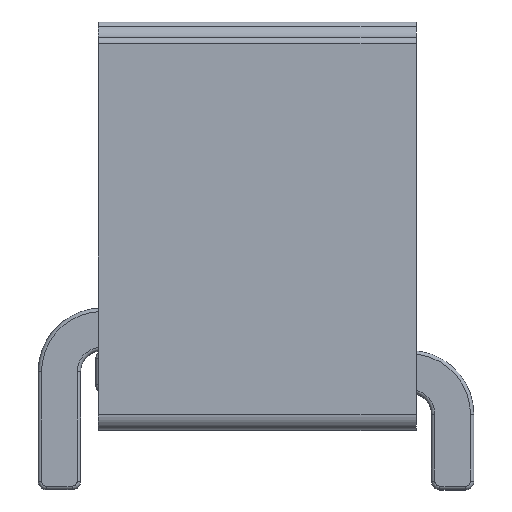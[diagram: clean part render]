
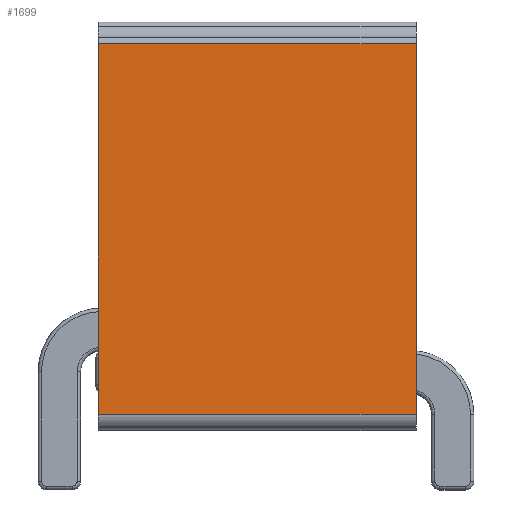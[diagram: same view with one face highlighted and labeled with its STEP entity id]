
A CAD part, top view. The second image highlights one B-rep face of the part: STEP entity #1699.
In plain terms, the highlighted face is planar.
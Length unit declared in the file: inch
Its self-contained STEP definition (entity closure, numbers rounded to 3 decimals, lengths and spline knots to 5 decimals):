
#85=PLANE('',#1887);
#133=FACE_OUTER_BOUND('',#247,.T.);
#247=EDGE_LOOP('',(#1274,#1275,#1276,#1277));
#324=LINE('',#2676,#446);
#329=LINE('',#2701,#451);
#356=LINE('',#2911,#478);
#358=LINE('',#2914,#480);
#446=VECTOR('',#2073,0.3937);
#451=VECTOR('',#2096,0.3937);
#478=VECTOR('',#2191,0.3937);
#480=VECTOR('',#2195,0.3937);
#695=VERTEX_POINT('',#2673);
#696=VERTEX_POINT('',#2675);
#707=VERTEX_POINT('',#2699);
#743=VERTEX_POINT('',#2909);
#850=EDGE_CURVE('',#695,#696,#324,.T.);
#863=EDGE_CURVE('',#695,#707,#329,.T.);
#914=EDGE_CURVE('',#743,#707,#356,.T.);
#916=EDGE_CURVE('',#743,#696,#358,.T.);
#1274=ORIENTED_EDGE('',*,*,#850,.F.);
#1275=ORIENTED_EDGE('',*,*,#863,.T.);
#1276=ORIENTED_EDGE('',*,*,#914,.F.);
#1277=ORIENTED_EDGE('',*,*,#916,.T.);
#1699=ADVANCED_FACE('',(#133),#85,.T.);
#1887=AXIS2_PLACEMENT_3D('',#2996,#2241,#2242);
#2073=DIRECTION('',(0.,0.,-1.));
#2096=DIRECTION('',(0.,-1.,0.));
#2191=DIRECTION('',(0.,0.,1.));
#2195=DIRECTION('',(0.,1.,0.));
#2241=DIRECTION('center_axis',(1.,0.,0.));
#2242=DIRECTION('ref_axis',(0.,0.,-1.));
#2673=CARTESIAN_POINT('',(0.3975,0.53755,0.4685));
#2675=CARTESIAN_POINT('',(0.3975,0.53755,-0.4685));
#2676=CARTESIAN_POINT('',(0.3975,0.53755,0.4685));
#2699=CARTESIAN_POINT('',(0.3975,-0.5545,0.4685));
#2701=CARTESIAN_POINT('',(0.3975,0.6015,0.4685));
#2909=CARTESIAN_POINT('',(0.3975,-0.5545,-0.4685));
#2911=CARTESIAN_POINT('',(0.3975,-0.5545,0.));
#2914=CARTESIAN_POINT('',(0.3975,0.6015,-0.4685));
#2996=CARTESIAN_POINT('Origin',(0.3975,0.6015,0.));
